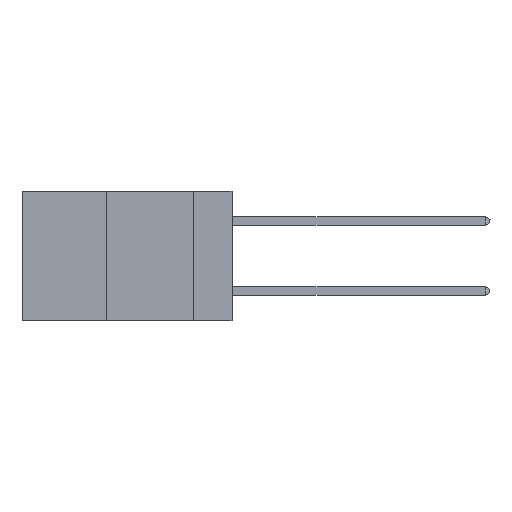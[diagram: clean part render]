
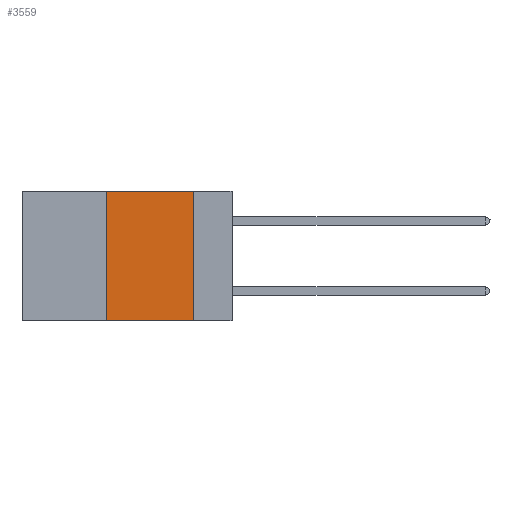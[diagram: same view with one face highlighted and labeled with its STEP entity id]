
A CAD part, left-side view. The second image highlights one B-rep face of the part: STEP entity #3559.
In plain terms, the highlighted planar face has unit normal (-1, 0, 0).
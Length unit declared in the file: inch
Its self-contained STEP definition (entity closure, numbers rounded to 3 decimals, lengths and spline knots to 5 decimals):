
#483 = DIRECTION ( 'NONE',  ( 0., -1., 0. ) ) ;
#940 = PLANE ( 'NONE',  #7336 ) ;
#1837 = ORIENTED_EDGE ( 'NONE', *, *, #20532, .T. ) ;
#1873 = LINE ( 'NONE', #11812, #7731 ) ;
#1968 = VECTOR ( 'NONE', #16821, 39.37008 ) ;
#3559 = ADVANCED_FACE ( 'NONE', ( #18937 ), #940, .F. ) ;
#4654 = CARTESIAN_POINT ( 'NONE',  ( 0., 0.6, 0. ) ) ;
#4790 = LINE ( 'NONE', #8860, #1968 ) ;
#5778 = DIRECTION ( 'NONE',  ( 0., 0., -1. ) ) ;
#6954 = DIRECTION ( 'NONE',  ( 0., 0., -1. ) ) ;
#7336 = AXIS2_PLACEMENT_3D ( 'NONE', #8915, #21032, #6954 ) ;
#7394 = ORIENTED_EDGE ( 'NONE', *, *, #16819, .F. ) ;
#7731 = VECTOR ( 'NONE', #5778, 39.37008 ) ;
#8860 = CARTESIAN_POINT ( 'NONE',  ( 0., 0.36, 0. ) ) ;
#8915 = CARTESIAN_POINT ( 'NONE',  ( 0., 0.6, 0. ) ) ;
#8988 = VERTEX_POINT ( 'NONE', #13640 ) ;
#10574 = LINE ( 'NONE', #18766, #17795 ) ;
#11812 = CARTESIAN_POINT ( 'NONE',  ( 0., 0.11, 0. ) ) ;
#13180 = EDGE_CURVE ( 'NONE', #8988, #23190, #4790, .T. ) ;
#13640 = CARTESIAN_POINT ( 'NONE',  ( 0., 0.36, -0.37 ) ) ;
#14361 = VERTEX_POINT ( 'NONE', #20710 ) ;
#16564 = EDGE_LOOP ( 'NONE', ( #7394, #22455, #22176, #1837 ) ) ;
#16819 = EDGE_CURVE ( 'NONE', #19724, #14361, #1873, .T. ) ;
#16821 = DIRECTION ( 'NONE',  ( 0., 0., 1. ) ) ;
#17795 = VECTOR ( 'NONE', #22549, 39.37008 ) ;
#18605 = LINE ( 'NONE', #4654, #22407 ) ;
#18766 = CARTESIAN_POINT ( 'NONE',  ( 0., 0.6, -0.37 ) ) ;
#18937 = FACE_OUTER_BOUND ( 'NONE', #16564, .T. ) ;
#19724 = VERTEX_POINT ( 'NONE', #21446 ) ;
#20532 = EDGE_CURVE ( 'NONE', #8988, #14361, #10574, .T. ) ;
#20710 = CARTESIAN_POINT ( 'NONE',  ( 0., 0.11, -0.37 ) ) ;
#21032 = DIRECTION ( 'NONE',  ( 1., 0., 0. ) ) ;
#21446 = CARTESIAN_POINT ( 'NONE',  ( 0., 0.11, 0. ) ) ;
#22176 = ORIENTED_EDGE ( 'NONE', *, *, #13180, .F. ) ;
#22261 = EDGE_CURVE ( 'NONE', #23190, #19724, #18605, .T. ) ;
#22407 = VECTOR ( 'NONE', #483, 39.37008 ) ;
#22455 = ORIENTED_EDGE ( 'NONE', *, *, #22261, .F. ) ;
#22549 = DIRECTION ( 'NONE',  ( 0., -1., 0. ) ) ;
#23190 = VERTEX_POINT ( 'NONE', #24412 ) ;
#24412 = CARTESIAN_POINT ( 'NONE',  ( 0., 0.36, 0. ) ) ;
